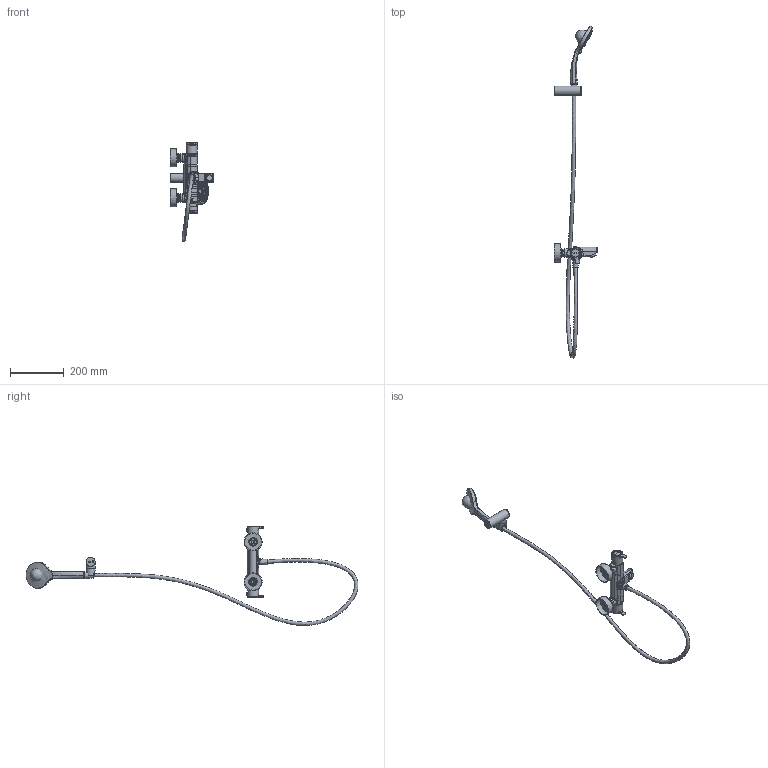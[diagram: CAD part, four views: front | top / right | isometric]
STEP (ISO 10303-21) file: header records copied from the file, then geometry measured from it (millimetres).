
FILE_DESCRIPTION (( 'STEP AP203' ), '1' );
FILE_NAME ('94CP02572.STEP', '2021-03-24T13:44:58', ( '' ), ( '' ), 'SwSTEP 2.0', 'SolidWorks 2018', '' );
FILE_SCHEMA (( 'CONFIG_CONTROL_DESIGN' ));
Length unit declared in the file: millimetre
Products named in the file (1): 94CP02572
Bounding box: 160.75 x 1237.78 x 369.1 mm (x, y, z)
Volume: 693323.7 mm3; surface area: 298377.7 mm2
Topology: 22 solids, 22 shells, 1419 faces, 3487 edges, 2266 vertices
Faces by surface type: plane 551, cylinder 504, bspline 158, torus 108, cone 91, sphere 7
Full cylindrical faces by diameter (mm): 2 x9, 2.3 x1, 3.1 x4, 3.3 x2, 4 x69, 4.15 x2, 4.5 x1, 4.65 x2, 5.8 x7, 6 x1, 6.2 x1, 8 x1, 8.9 x1, 9.8 x3, 10 x1, 10.1 x2, 10.5 x1, 12 x1, 12.8 x2, 13.4 x1, 14 x2, 14.1 x1, 14.5 x2, 15 x5, 16 x1, 16.2 x2, 17.6 x1, 17.7 x1, 18 x2, 18.1 x1
Entity records: 65336 total; most frequent: CARTESIAN_POINT 35958, ORIENTED_EDGE 5832, DIRECTION 5604, EDGE_CURVE 2916, AXIS2_PLACEMENT_3D 2247, VERTEX_POINT 2095, EDGE_LOOP 1983, FACE_OUTER_BOUND 1698
